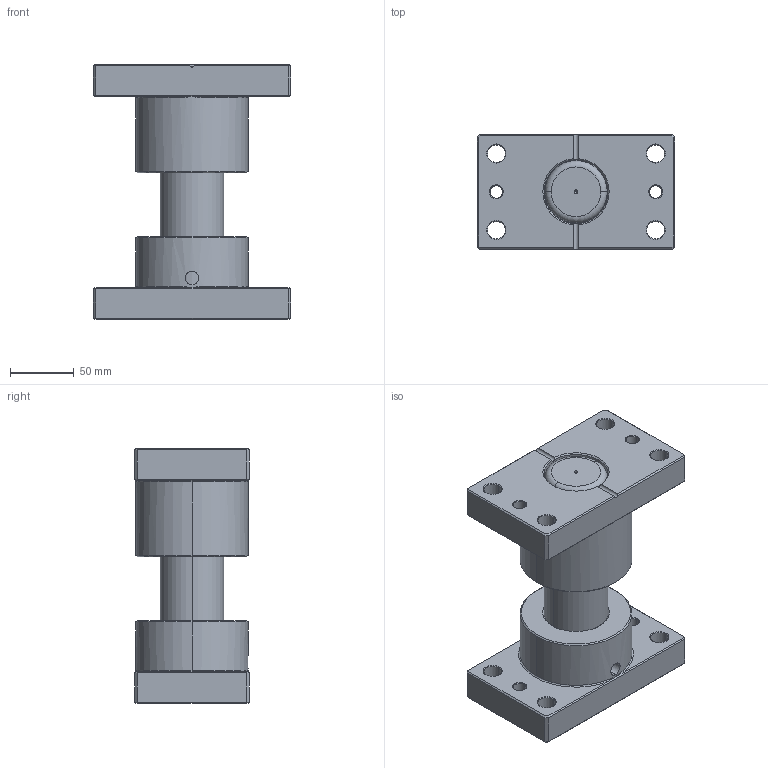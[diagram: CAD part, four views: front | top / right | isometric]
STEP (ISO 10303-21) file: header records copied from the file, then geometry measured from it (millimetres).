
FILE_DESCRIPTION (( 'STEP AP214' ), '1' );
FILE_NAME ('HYZP-D50-L200.STEP', '2021-09-18T11:25:03', ( 'User' ), ( 'china' ), 'SwSTEP 2.0', 'SolidWorks 2016', '' );
FILE_SCHEMA (( 'AUTOMOTIVE_DESIGN' ));
Length unit declared in the file: millimetre
Products named in the file (4): MGP-D50-L200; MGHP-D50; HYZP-D50-L200; SBZP-D50
Assembly tree (3 placements, depth 2):
  HYZP-D50-L200
    MGHP-D50
    MGP-D50-L200
    SBZP-D50
Bounding box: 155 x 90 x 200 mm (x, y, z)
Volume: 1355747.1 mm3; surface area: 165703.9 mm2
Topology: 3 solids, 3 shells, 231 faces, 540 edges, 308 vertices
Faces by surface type: plane 72, cone 69, cylinder 64, torus 18, bspline 8
Entity records: 7095 total; most frequent: CARTESIAN_POINT 1595, DIRECTION 1189, ORIENTED_EDGE 1060, EDGE_CURVE 530, AXIS2_PLACEMENT_3D 452, VERTEX_POINT 308, VECTOR 285, LINE 285
